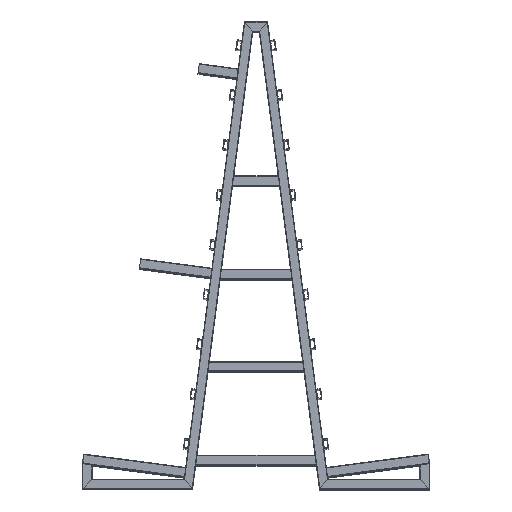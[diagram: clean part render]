
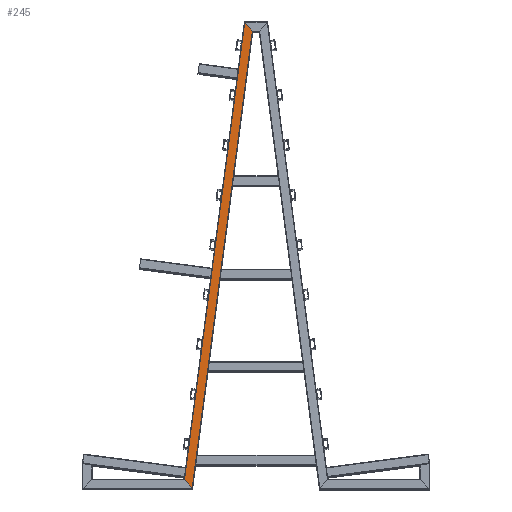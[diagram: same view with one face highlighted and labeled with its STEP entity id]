
A CAD part, top view. The second image highlights one B-rep face of the part: STEP entity #245.
In plain terms, the highlighted free-form (B-spline) face has degree [1, 1] with [2, 2] control points.
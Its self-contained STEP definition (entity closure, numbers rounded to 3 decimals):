
#24 = VERTEX_POINT('',#25);
#25 = CARTESIAN_POINT('',(-224.862,1.685,
    1263.458));
#40 = VERTEX_POINT('',#41);
#41 = CARTESIAN_POINT('',(-13.059,1610.487,
    1263.458));
#48 = EDGE_CURVE('',#40,#24,#49,.T.);
#49 = B_SPLINE_CURVE_WITH_KNOTS('',1,(#50,#51),.UNSPECIFIED.,.F.,.F.,(2,
    2),(-1.754,1924.727),.PIECEWISE_BEZIER_KNOTS.);
#50 = CARTESIAN_POINT('',(-13.059,1610.487,
    1263.458));
#51 = CARTESIAN_POINT('',(-224.862,1.685,
    1263.458));
#216 = VERTEX_POINT('',#217);
#217 = CARTESIAN_POINT('',(-251.454,32.008,
    1263.458));
#224 = EDGE_CURVE('',#225,#216,#227,.T.);
#225 = VERTEX_POINT('',#226);
#226 = CARTESIAN_POINT('',(-39.652,1640.81,
    1263.458));
#227 = B_SPLINE_CURVE_WITH_KNOTS('',1,(#228,#229),.UNSPECIFIED.,.F.,.F.,
  (2,2),(-33.325,1893.156),.PIECEWISE_BEZIER_KNOTS.);
#228 = CARTESIAN_POINT('',(-39.652,1640.81,
    1263.458));
#229 = CARTESIAN_POINT('',(-251.454,32.008,
    1263.458));
#245 = ADVANCED_FACE('',(#246),#260,.F.);
#246 = FACE_BOUND('',#247,.T.);
#247 = EDGE_LOOP('',(#248,#253,#254,#259));
#248 = ORIENTED_EDGE('',*,*,#249,.F.);
#249 = EDGE_CURVE('',#24,#216,#250,.T.);
#250 = B_SPLINE_CURVE_WITH_KNOTS('',1,(#251,#252),.UNSPECIFIED.,.F.,.F.,
  (2,2),(-1296.127,-1248.245),
  .PIECEWISE_BEZIER_KNOTS.);
#251 = CARTESIAN_POINT('',(-224.862,1.685,
    1263.458));
#252 = CARTESIAN_POINT('',(-251.454,32.008,
    1263.458));
#253 = ORIENTED_EDGE('',*,*,#48,.F.);
#254 = ORIENTED_EDGE('',*,*,#255,.F.);
#255 = EDGE_CURVE('',#225,#40,#256,.T.);
#256 = B_SPLINE_CURVE_WITH_KNOTS('',1,(#257,#258),.UNSPECIFIED.,.F.,.F.,
  (2,2),(-21.973,25.91),.PIECEWISE_BEZIER_KNOTS.);
#257 = CARTESIAN_POINT('',(-39.652,1640.81,
    1263.458));
#258 = CARTESIAN_POINT('',(-13.059,1610.487,
    1263.458));
#259 = ORIENTED_EDGE('',*,*,#224,.T.);
#260 = B_SPLINE_SURFACE_WITH_KNOTS('',1,1,(
    (#261,#262)
    ,(#263,#264
    )),.UNSPECIFIED.,.F.,.F.,.F.,(2,2),(2,2),(-35.921,
    247.106),(-1912.96,33.04),
  .PIECEWISE_BEZIER_KNOTS.);
#261 = CARTESIAN_POINT('',(-13.059,1.685,
    1263.458));
#262 = CARTESIAN_POINT('',(-13.059,1640.81,
    1263.458));
#263 = CARTESIAN_POINT('',(-251.454,1.685,
    1263.458));
#264 = CARTESIAN_POINT('',(-251.454,1640.81,
    1263.458));
